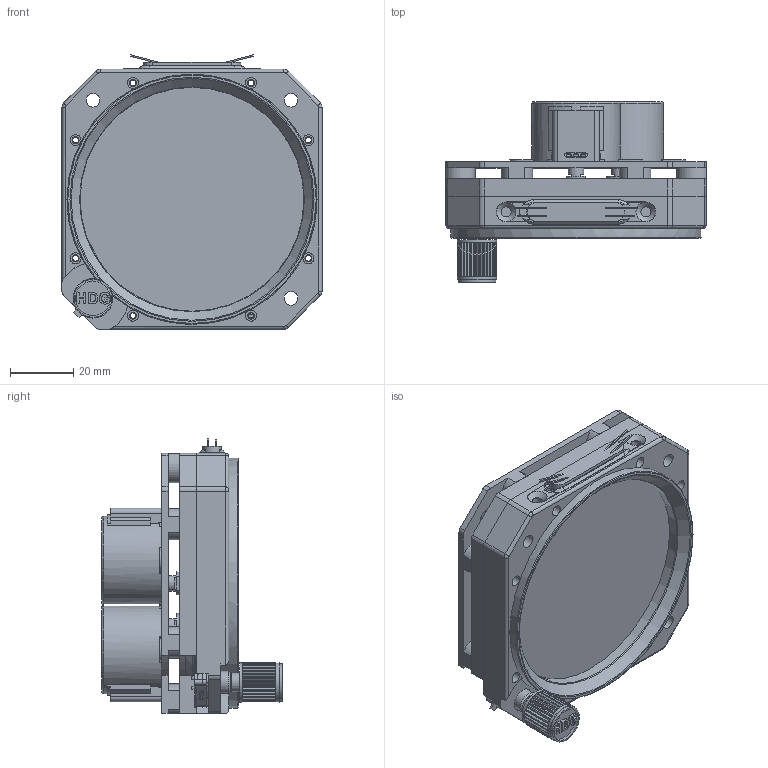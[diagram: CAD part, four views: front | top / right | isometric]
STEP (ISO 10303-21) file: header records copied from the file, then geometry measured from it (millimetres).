
FILE_DESCRIPTION(/* description */ (''),/* implementation_level */ '2;1');
FILE_NAME(/* name */ 'ADF v19.step',/* time_stamp */ '2024-06-05T15:58:54-06:00',/* author */ (''),/* organization */ (''),/* preprocessor_version */ 'ST-DEVELOPER v20',/* originating_system */ 'Autodesk Translation Framework v13.14.0.145',/* authorisation */ '');
FILE_SCHEMA (('AUTOMOTIVE_DESIGN { 1 0 10303 214 3 1 1 }'));
Products named in the file (23): ADF; Bezel BOXY LED and Glass MS33638C v6; Glass; Seal; Bezel; TOP LEDS; LED D5 - White-Clear v1; LED D5 - White-Clear v1(Mirror); TOP Bezel LED Holder; Faceplate; Ring Gear; Backy Part; Drive Gear; Needle; ADF HDG Knob; Knob Base; Knob Text; Electronics; EC11-SMD-20F-green; EC11-Base; EC11-Shaft-F; EC11-Housing-SMD; 28BYJ-48
Assembly tree (23 placements, depth 4):
  ADF
    Bezel BOXY LED and Glass MS33638C v6
      Glass
      Seal
      Bezel
      TOP LEDS
        LED D5 - White-Clear v1
        LED D5 - White-Clear v1(Mirror)
      TOP Bezel LED Holder
    Faceplate
    Ring Gear
    Backy Part
    Drive Gear
    Needle
    ADF HDG Knob
      Knob Base
      Knob Text
    Electronics
      28BYJ-48  x2
      EC11-SMD-20F-green
        EC11-Base
        EC11-Shaft-F
        EC11-Housing-SMD
Bounding box: 82.56 x 57.3 x 87.19 mm (x, y, z)
Volume: 94392.6 mm3; surface area: 104068.7 mm2
Topology: 76 solids, 76 shells, 5638 faces, 15704 edges, 10329 vertices
Faces by surface type: plane 4094, cylinder 988, bspline 273, torus 232, cone 47, sphere 4
Full cylindrical faces by diameter (mm): 0.01 x12, 0.8 x6, 0.85 x12, 0.9 x26, 0.95 x7, 1 x20, 1.05 x2, 1.15 x1, 1.25 x4, 1.4 x16, 1.45 x6, 1.5 x6, 1.55 x8, 1.6 x24, 1.7 x2, 1.8 x8, 2.2 x22, 2.3 x4, 2.8 x12, 3 x3, 3.2 x4, 3.5 x10, 4 x4, 4.15 x2, 4.318 x9, 4.6 x2, 4.92 x2, 4.95 x2, 5.95 x2, 6 x1
Entity records: 157891 total; most frequent: CARTESIAN_POINT 32732, ORIENTED_EDGE 26610, DIRECTION 24185, EDGE_CURVE 13305, LINE 10881, VECTOR 10881, VERTEX_POINT 8765, AXIS2_PLACEMENT_3D 6652
